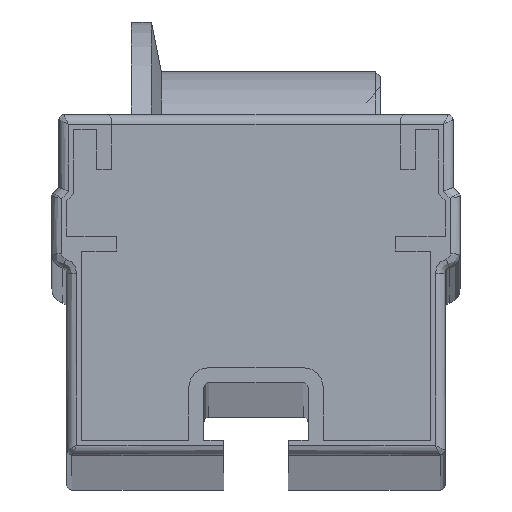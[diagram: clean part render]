
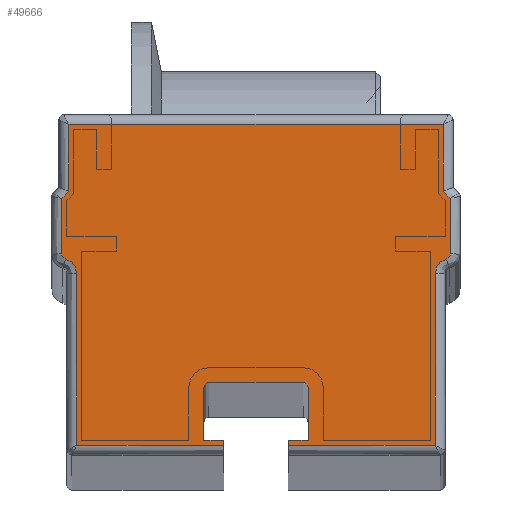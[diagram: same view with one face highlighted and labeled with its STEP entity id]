
A CAD part, top view. The second image highlights one B-rep face of the part: STEP entity #49666.
In plain terms, the highlighted planar face has unit normal (0, 0, 1).
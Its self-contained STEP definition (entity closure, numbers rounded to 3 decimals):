
#961=CIRCLE('',#52649,1.5);
#964=CIRCLE('',#52652,0.5);
#970=CIRCLE('',#52675,0.5);
#973=CIRCLE('',#52679,1.5);
#977=CIRCLE('',#52689,0.5);
#978=CIRCLE('',#52690,0.5);
#5112=FACE_OUTER_BOUND('',#7962,.T.);
#7962=EDGE_LOOP('',(#33427,#33428,#33429,#33430,#33431,#33432,#33433,#33434,
#33435,#33436,#33437,#33438,#33439,#33440,#33441,#33442,#33443,#33444,#33445,
#33446,#33447,#33448,#33449,#33450));
#10982=LINE('',#74964,#15706);
#10985=LINE('',#74973,#15709);
#10986=LINE('',#74995,#15710);
#10988=LINE('',#75069,#15712);
#10991=LINE('',#75075,#15715);
#10992=LINE('',#75077,#15716);
#10994=LINE('',#75081,#15718);
#10997=LINE('',#75087,#15721);
#10999=LINE('',#75093,#15723);
#11000=LINE('',#75115,#15724);
#11003=LINE('',#75122,#15727);
#11008=LINE('',#75135,#15732);
#11011=LINE('',#75141,#15735);
#11012=LINE('',#75143,#15736);
#11013=LINE('',#75145,#15737);
#11014=LINE('',#75149,#15738);
#11015=LINE('',#75153,#15739);
#11016=LINE('',#75154,#15740);
#15706=VECTOR('',#58649,10.);
#15709=VECTOR('',#58658,10.);
#15710=VECTOR('',#58675,10.);
#15712=VECTOR('',#58699,10.);
#15715=VECTOR('',#58706,10.);
#15716=VECTOR('',#58709,10.);
#15718=VECTOR('',#58713,10.);
#15721=VECTOR('',#58720,10.);
#15723=VECTOR('',#58726,10.);
#15724=VECTOR('',#58743,10.);
#15727=VECTOR('',#58750,10.);
#15732=VECTOR('',#58763,10.);
#15735=VECTOR('',#58768,10.);
#15736=VECTOR('',#58769,10.);
#15737=VECTOR('',#58770,10.);
#15738=VECTOR('',#58773,10.);
#15739=VECTOR('',#58776,10.);
#15740=VECTOR('',#58777,10.);
#20402=VERTEX_POINT('',#74868);
#20406=VERTEX_POINT('',#74896);
#20409=VERTEX_POINT('',#74922);
#20413=VERTEX_POINT('',#74955);
#20416=VERTEX_POINT('',#74963);
#20419=VERTEX_POINT('',#74971);
#20421=VERTEX_POINT('',#74976);
#20423=VERTEX_POINT('',#74990);
#20426=VERTEX_POINT('',#75025);
#20431=VERTEX_POINT('',#75060);
#20434=VERTEX_POINT('',#75068);
#20436=VERTEX_POINT('',#75080);
#20439=VERTEX_POINT('',#75091);
#20441=VERTEX_POINT('',#75104);
#20443=VERTEX_POINT('',#75110);
#20445=VERTEX_POINT('',#75120);
#20449=VERTEX_POINT('',#75134);
#20451=VERTEX_POINT('',#75140);
#20452=VERTEX_POINT('',#75142);
#20453=VERTEX_POINT('',#75144);
#20454=VERTEX_POINT('',#75146);
#20455=VERTEX_POINT('',#75148);
#20456=VERTEX_POINT('',#75150);
#20457=VERTEX_POINT('',#75152);
#25524=EDGE_CURVE('',#20413,#20416,#10982,.T.);
#25529=EDGE_CURVE('',#20419,#20413,#10985,.T.);
#25531=EDGE_CURVE('',#20421,#20419,#961,.T.);
#25534=EDGE_CURVE('',#20423,#20421,#964,.T.);
#25536=EDGE_CURVE('',#20409,#20423,#10986,.T.);
#25548=EDGE_CURVE('',#20431,#20434,#10988,.T.);
#25552=EDGE_CURVE('',#20434,#20409,#10991,.T.);
#25553=EDGE_CURVE('',#20426,#20431,#10992,.T.);
#25555=EDGE_CURVE('',#20406,#20436,#10994,.T.);
#25559=EDGE_CURVE('',#20436,#20426,#10997,.T.);
#25562=EDGE_CURVE('',#20439,#20406,#10999,.T.);
#25564=EDGE_CURVE('',#20441,#20439,#970,.T.);
#25567=EDGE_CURVE('',#20443,#20441,#973,.T.);
#25569=EDGE_CURVE('',#20402,#20443,#11000,.T.);
#25573=EDGE_CURVE('',#20445,#20402,#11003,.T.);
#25579=EDGE_CURVE('',#20449,#20416,#11008,.T.);
#25582=EDGE_CURVE('',#20445,#20451,#11011,.T.);
#25583=EDGE_CURVE('',#20451,#20452,#11012,.T.);
#25584=EDGE_CURVE('',#20452,#20453,#11013,.T.);
#25585=EDGE_CURVE('',#20453,#20454,#977,.T.);
#25586=EDGE_CURVE('',#20454,#20455,#11014,.T.);
#25587=EDGE_CURVE('',#20455,#20456,#978,.T.);
#25588=EDGE_CURVE('',#20456,#20457,#11015,.T.);
#25589=EDGE_CURVE('',#20457,#20449,#11016,.T.);
#33427=ORIENTED_EDGE('',*,*,#25524,.F.);
#33428=ORIENTED_EDGE('',*,*,#25529,.F.);
#33429=ORIENTED_EDGE('',*,*,#25531,.F.);
#33430=ORIENTED_EDGE('',*,*,#25534,.F.);
#33431=ORIENTED_EDGE('',*,*,#25536,.F.);
#33432=ORIENTED_EDGE('',*,*,#25552,.F.);
#33433=ORIENTED_EDGE('',*,*,#25548,.F.);
#33434=ORIENTED_EDGE('',*,*,#25553,.F.);
#33435=ORIENTED_EDGE('',*,*,#25559,.F.);
#33436=ORIENTED_EDGE('',*,*,#25555,.F.);
#33437=ORIENTED_EDGE('',*,*,#25562,.F.);
#33438=ORIENTED_EDGE('',*,*,#25564,.F.);
#33439=ORIENTED_EDGE('',*,*,#25567,.F.);
#33440=ORIENTED_EDGE('',*,*,#25569,.F.);
#33441=ORIENTED_EDGE('',*,*,#25573,.F.);
#33442=ORIENTED_EDGE('',*,*,#25582,.T.);
#33443=ORIENTED_EDGE('',*,*,#25583,.T.);
#33444=ORIENTED_EDGE('',*,*,#25584,.T.);
#33445=ORIENTED_EDGE('',*,*,#25585,.T.);
#33446=ORIENTED_EDGE('',*,*,#25586,.T.);
#33447=ORIENTED_EDGE('',*,*,#25587,.T.);
#33448=ORIENTED_EDGE('',*,*,#25588,.T.);
#33449=ORIENTED_EDGE('',*,*,#25589,.T.);
#33450=ORIENTED_EDGE('',*,*,#25579,.T.);
#48250=PLANE('',#52688);
#49666=ADVANCED_FACE('',(#5112),#48250,.T.);
#52649=AXIS2_PLACEMENT_3D('',#74978,#58663,#58664);
#52652=AXIS2_PLACEMENT_3D('',#74992,#58669,#58670);
#52675=AXIS2_PLACEMENT_3D('',#75106,#58729,#58730);
#52679=AXIS2_PLACEMENT_3D('',#75112,#58737,#58738);
#52688=AXIS2_PLACEMENT_3D('',#75139,#58766,#58767);
#52689=AXIS2_PLACEMENT_3D('',#75147,#58771,#58772);
#52690=AXIS2_PLACEMENT_3D('',#75151,#58774,#58775);
#58649=DIRECTION('',(-1.,0.,0.));
#58658=DIRECTION('',(0.,-1.,0.));
#58663=DIRECTION('center_axis',(0.,0.,1.));
#58664=DIRECTION('ref_axis',(-0.791,0.612,0.));
#58669=DIRECTION('center_axis',(0.,0.,-1.));
#58670=DIRECTION('ref_axis',(0.791,-0.612,0.));
#58675=DIRECTION('',(0.,-1.,0.));
#58699=DIRECTION('',(0.,-1.,0.));
#58706=DIRECTION('',(0.707,-0.707,0.));
#58709=DIRECTION('',(1.,0.,0.));
#58713=DIRECTION('',(0.707,0.707,0.));
#58720=DIRECTION('',(0.,1.,0.));
#58726=DIRECTION('',(0.,1.,0.));
#58729=DIRECTION('center_axis',(0.,0.,-1.));
#58730=DIRECTION('ref_axis',(-0.791,-0.612,0.));
#58737=DIRECTION('center_axis',(0.,0.,1.));
#58738=DIRECTION('ref_axis',(0.791,0.612,0.));
#58743=DIRECTION('',(0.,1.,0.));
#58750=DIRECTION('',(-1.,0.,0.));
#58763=DIRECTION('',(0.,-1.,0.));
#58766=DIRECTION('center_axis',(0.,0.,1.));
#58767=DIRECTION('ref_axis',(1.,0.,0.));
#58768=DIRECTION('',(0.,1.,0.));
#58769=DIRECTION('',(-1.,0.,0.));
#58770=DIRECTION('',(0.,1.,0.));
#58771=DIRECTION('center_axis',(0.,0.,-1.));
#58772=DIRECTION('ref_axis',(0.,1.,0.));
#58773=DIRECTION('',(1.,0.,0.));
#58774=DIRECTION('center_axis',(0.,0.,-1.));
#58775=DIRECTION('ref_axis',(1.,0.,0.));
#58776=DIRECTION('',(0.,-1.,0.));
#58777=DIRECTION('',(-1.,0.,0.));
#74868=CARTESIAN_POINT('',(-20.764,-17.118,1000.));
#74896=CARTESIAN_POINT('',(-22.264,7.667,1000.));
#74922=CARTESIAN_POINT('',(16.736,7.667,1000.));
#74955=CARTESIAN_POINT('',(15.236,-17.118,1000.));
#74963=CARTESIAN_POINT('',(0.486,-17.118,1000.));
#74964=CARTESIAN_POINT('',(-1.139,-17.118,1000.));
#74971=CARTESIAN_POINT('',(15.236,0.145,1000.));
#74973=CARTESIAN_POINT('',(15.236,-9.955,1000.));
#74976=CARTESIAN_POINT('',(16.361,1.598,1000.));
#74978=CARTESIAN_POINT('Origin',(16.736,0.145,1000.));
#74990=CARTESIAN_POINT('',(16.736,2.082,1000.));
#74992=CARTESIAN_POINT('Origin',(16.236,2.082,1000.));
#74995=CARTESIAN_POINT('',(16.736,-0.105,1000.));
#75025=CARTESIAN_POINT('',(-21.564,15.082,1000.));
#75060=CARTESIAN_POINT('',(16.036,15.082,1000.));
#75068=CARTESIAN_POINT('',(16.036,8.367,1000.));
#75069=CARTESIAN_POINT('',(16.036,3.245,1000.));
#75075=CARTESIAN_POINT('',(14.424,9.98,1000.));
#75077=CARTESIAN_POINT('',(6.886,15.082,1000.));
#75080=CARTESIAN_POINT('',(-21.564,8.367,1000.));
#75081=CARTESIAN_POINT('',(-19.675,10.256,1000.));
#75087=CARTESIAN_POINT('',(-21.564,6.645,1000.));
#75091=CARTESIAN_POINT('',(-22.264,2.082,1000.));
#75093=CARTESIAN_POINT('',(-22.264,2.792,1000.));
#75104=CARTESIAN_POINT('',(-21.889,1.598,1000.));
#75106=CARTESIAN_POINT('Origin',(-21.764,2.082,1000.));
#75110=CARTESIAN_POINT('',(-20.764,0.145,1000.));
#75112=CARTESIAN_POINT('Origin',(-22.264,0.145,1000.));
#75115=CARTESIAN_POINT('',(-20.764,-1.073,1000.));
#75120=CARTESIAN_POINT('',(-6.014,-17.118,1000.));
#75122=CARTESIAN_POINT('',(-12.014,-17.118,1000.));
#75134=CARTESIAN_POINT('',(0.486,-16.618,1000.));
#75135=CARTESIAN_POINT('',(0.486,-18.118,1000.));
#75139=CARTESIAN_POINT('Origin',(-2.764,-2.291,1000.));
#75140=CARTESIAN_POINT('',(-6.014,-16.618,1000.));
#75141=CARTESIAN_POINT('',(-6.014,-16.618,1000.));
#75142=CARTESIAN_POINT('',(-8.014,-16.618,1000.));
#75143=CARTESIAN_POINT('',(-8.014,-16.618,1000.));
#75144=CARTESIAN_POINT('',(-8.014,-11.318,1000.));
#75145=CARTESIAN_POINT('',(-8.014,-11.318,1000.));
#75146=CARTESIAN_POINT('',(-7.514,-10.818,1000.));
#75147=CARTESIAN_POINT('Origin',(-7.514,-11.318,1000.));
#75148=CARTESIAN_POINT('',(1.986,-10.818,1000.));
#75149=CARTESIAN_POINT('',(1.986,-10.818,1000.));
#75150=CARTESIAN_POINT('',(2.486,-11.318,1000.));
#75151=CARTESIAN_POINT('Origin',(1.986,-11.318,1000.));
#75152=CARTESIAN_POINT('',(2.486,-16.618,1000.));
#75153=CARTESIAN_POINT('',(2.486,-16.618,1000.));
#75154=CARTESIAN_POINT('',(0.486,-16.618,1000.));
